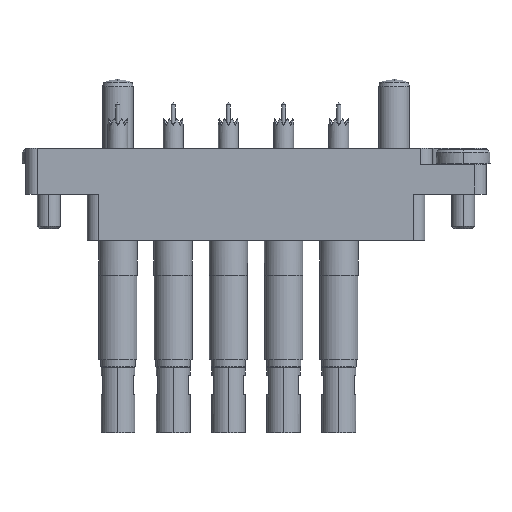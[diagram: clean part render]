
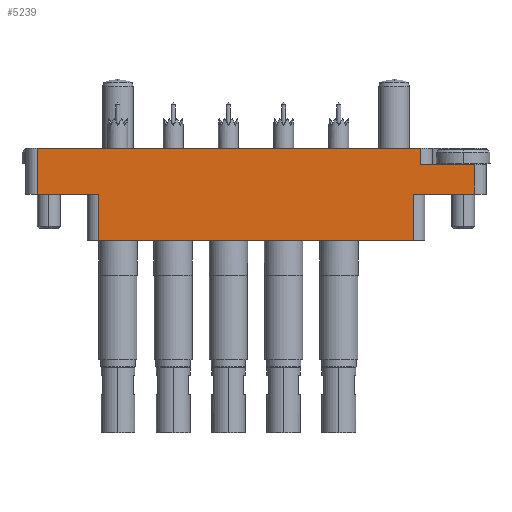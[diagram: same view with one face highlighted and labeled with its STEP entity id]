
A CAD part, left-side view. The second image highlights one B-rep face of the part: STEP entity #5239.
In plain terms, the highlighted face is planar.
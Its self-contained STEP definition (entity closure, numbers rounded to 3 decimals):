
#40 = DIRECTION ( 'NONE',  ( -1., 0., 0. ) ) ;
#297 = FACE_OUTER_BOUND ( 'NONE', #20105, .T. ) ;
#329 = CARTESIAN_POINT ( 'NONE',  ( 20.5, 0., 14.35 ) ) ;
#1321 = VECTOR ( 'NONE', #40, 1000. ) ;
#1375 = CARTESIAN_POINT ( 'NONE',  ( -28.5, 0., 14.35 ) ) ;
#1723 = CARTESIAN_POINT ( 'NONE',  ( 28.5, 3.9, 14.35 ) ) ;
#1758 = CARTESIAN_POINT ( 'NONE',  ( -22., -6., 14.35 ) ) ;
#2382 = ORIENTED_EDGE ( 'NONE', *, *, #14542, .T. ) ;
#2399 = CARTESIAN_POINT ( 'NONE',  ( -30., 0., 14.35 ) ) ;
#2762 = ORIENTED_EDGE ( 'NONE', *, *, #20968, .F. ) ;
#3006 = CARTESIAN_POINT ( 'NONE',  ( 21.5, 6., 14.35 ) ) ;
#3334 = LINE ( 'NONE', #19132, #16480 ) ;
#3403 = DIRECTION ( 'NONE',  ( 0., -1., 0. ) ) ;
#3416 = ORIENTED_EDGE ( 'NONE', *, *, #20434, .F. ) ;
#3723 = EDGE_CURVE ( 'NONE', #25295, #8326, #12971, .T. ) ;
#4221 = VECTOR ( 'NONE', #25926, 1000. ) ;
#4486 = DIRECTION ( 'NONE',  ( -1., 0., 0. ) ) ;
#4550 = DIRECTION ( 'NONE',  ( 0., -1., 0. ) ) ;
#4653 = ORIENTED_EDGE ( 'NONE', *, *, #12356, .T. ) ;
#4827 = DIRECTION ( 'NONE',  ( 0., 1., 0. ) ) ;
#5028 = EDGE_CURVE ( 'NONE', #21262, #18429, #20437, .T. ) ;
#5239 = ADVANCED_FACE ( 'NONE', ( #297 ), #14485, .F. ) ;
#5508 = CARTESIAN_POINT ( 'NONE',  ( -28.5, 0., 14.35 ) ) ;
#5518 = CARTESIAN_POINT ( 'NONE',  ( 30., 0., 14.35 ) ) ;
#5701 = LINE ( 'NONE', #1758, #21240 ) ;
#5873 = VECTOR ( 'NONE', #4827, 1000. ) ;
#6795 = CARTESIAN_POINT ( 'NONE',  ( -30., 6., 14.35 ) ) ;
#6868 = VECTOR ( 'NONE', #22862, 1000. ) ;
#7068 = CARTESIAN_POINT ( 'NONE',  ( 20.5, 0., 14.35 ) ) ;
#7930 = CARTESIAN_POINT ( 'NONE',  ( 30., 0., 14.35 ) ) ;
#8326 = VERTEX_POINT ( 'NONE', #329 ) ;
#8809 = AXIS2_PLACEMENT_3D ( 'NONE', #2399, #12637, #4486 ) ;
#9733 = VECTOR ( 'NONE', #13534, 1000. ) ;
#9881 = CARTESIAN_POINT ( 'NONE',  ( 28.5, 3.9, 14.35 ) ) ;
#11035 = EDGE_CURVE ( 'NONE', #25295, #12159, #5701, .T. ) ;
#11502 = ORIENTED_EDGE ( 'NONE', *, *, #11035, .F. ) ;
#11587 = VERTEX_POINT ( 'NONE', #15629 ) ;
#11844 = LINE ( 'NONE', #9881, #4221 ) ;
#12159 = VERTEX_POINT ( 'NONE', #16477 ) ;
#12323 = VECTOR ( 'NONE', #4550, 1000. ) ;
#12356 = EDGE_CURVE ( 'NONE', #11587, #18429, #11844, .T. ) ;
#12637 = DIRECTION ( 'NONE',  ( 0., 0., -1. ) ) ;
#12707 = LINE ( 'NONE', #6795, #6868 ) ;
#12855 = ORIENTED_EDGE ( 'NONE', *, *, #19646, .T. ) ;
#12971 = LINE ( 'NONE', #7068, #5873 ) ;
#13201 = DIRECTION ( 'NONE',  ( 0., 1., 0. ) ) ;
#13339 = CARTESIAN_POINT ( 'NONE',  ( 21.5, 3.9, 14.35 ) ) ;
#13534 = DIRECTION ( 'NONE',  ( -1., 0., 0. ) ) ;
#14254 = VECTOR ( 'NONE', #20692, 1000. ) ;
#14485 = PLANE ( 'NONE',  #8809 ) ;
#14542 = EDGE_CURVE ( 'NONE', #17101, #25478, #15519, .T. ) ;
#15519 = LINE ( 'NONE', #5508, #19035 ) ;
#15629 = CARTESIAN_POINT ( 'NONE',  ( 28.5, 0., 14.35 ) ) ;
#16230 = ORIENTED_EDGE ( 'NONE', *, *, #18855, .T. ) ;
#16477 = CARTESIAN_POINT ( 'NONE',  ( -20.5, -6., 14.35 ) ) ;
#16480 = VECTOR ( 'NONE', #13201, 1000. ) ;
#16637 = CARTESIAN_POINT ( 'NONE',  ( 30., 3.9, 14.35 ) ) ;
#17101 = VERTEX_POINT ( 'NONE', #17664 ) ;
#17664 = CARTESIAN_POINT ( 'NONE',  ( -28.5, 6., 14.35 ) ) ;
#17665 = ORIENTED_EDGE ( 'NONE', *, *, #5028, .F. ) ;
#18429 = VERTEX_POINT ( 'NONE', #1723 ) ;
#18855 = EDGE_CURVE ( 'NONE', #21262, #19470, #3334, .T. ) ;
#19035 = VECTOR ( 'NONE', #3403, 1000. ) ;
#19132 = CARTESIAN_POINT ( 'NONE',  ( 21.5, 0., 14.35 ) ) ;
#19470 = VERTEX_POINT ( 'NONE', #3006 ) ;
#19646 = EDGE_CURVE ( 'NONE', #23314, #12159, #22599, .T. ) ;
#19766 = DIRECTION ( 'NONE',  ( -1., 0., 0. ) ) ;
#19791 = EDGE_CURVE ( 'NONE', #17101, #19470, #12707, .T. ) ;
#19841 = ORIENTED_EDGE ( 'NONE', *, *, #19791, .F. ) ;
#20027 = ORIENTED_EDGE ( 'NONE', *, *, #3723, .T. ) ;
#20105 = EDGE_LOOP ( 'NONE', ( #11502, #20027, #3416, #4653, #17665, #16230, #19841, #2382, #2762, #12855 ) ) ;
#20434 = EDGE_CURVE ( 'NONE', #11587, #8326, #25950, .T. ) ;
#20437 = LINE ( 'NONE', #16637, #14254 ) ;
#20692 = DIRECTION ( 'NONE',  ( 1., 0., 0. ) ) ;
#20968 = EDGE_CURVE ( 'NONE', #23314, #25478, #25525, .T. ) ;
#21240 = VECTOR ( 'NONE', #19766, 1000. ) ;
#21262 = VERTEX_POINT ( 'NONE', #13339 ) ;
#22075 = CARTESIAN_POINT ( 'NONE',  ( -20.5, 0., 14.35 ) ) ;
#22599 = LINE ( 'NONE', #22075, #12323 ) ;
#22862 = DIRECTION ( 'NONE',  ( 1., 0., 0. ) ) ;
#23314 = VERTEX_POINT ( 'NONE', #25128 ) ;
#25128 = CARTESIAN_POINT ( 'NONE',  ( -20.5, 0., 14.35 ) ) ;
#25295 = VERTEX_POINT ( 'NONE', #25852 ) ;
#25478 = VERTEX_POINT ( 'NONE', #1375 ) ;
#25525 = LINE ( 'NONE', #5518, #9733 ) ;
#25852 = CARTESIAN_POINT ( 'NONE',  ( 20.5, -6., 14.35 ) ) ;
#25926 = DIRECTION ( 'NONE',  ( 0., 1., 0. ) ) ;
#25950 = LINE ( 'NONE', #7930, #1321 ) ;
